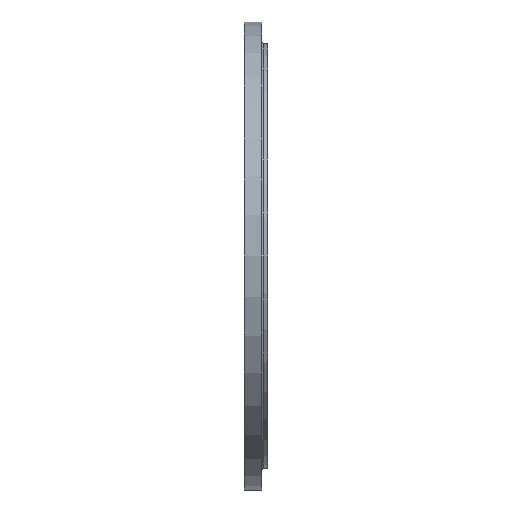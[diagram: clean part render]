
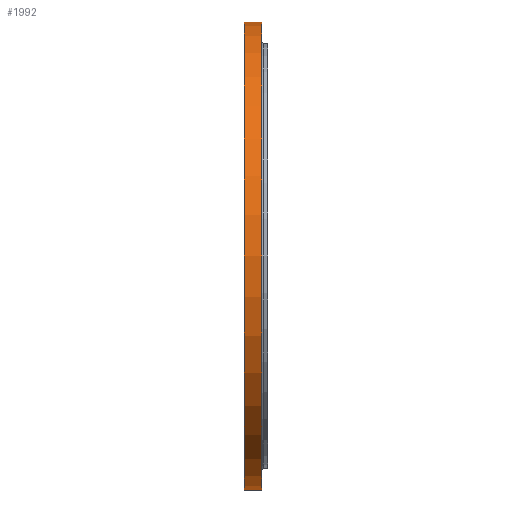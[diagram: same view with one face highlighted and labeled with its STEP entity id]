
A CAD part, front view. The second image highlights one B-rep face of the part: STEP entity #1992.
In plain terms, the highlighted cylindrical face has radius 1438.28 mm (diameter 2876.55 mm), a partial arc.
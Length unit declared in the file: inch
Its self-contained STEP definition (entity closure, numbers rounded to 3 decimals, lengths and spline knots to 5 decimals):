
#124 = CARTESIAN_POINT ( 'NONE',  ( -0.13764, 0., 56.625 ) ) ;
#172 = DIRECTION ( 'NONE',  ( -1., 0., 0. ) ) ;
#174 = DIRECTION ( 'NONE',  ( 0., 0., 1. ) ) ;
#248 = EDGE_LOOP ( 'NONE', ( #1377, #4879, #3704, #5296 ) ) ;
#255 = DIRECTION ( 'NONE',  ( -1., 0., 0. ) ) ;
#587 = LINE ( 'NONE', #4746, #3086 ) ;
#702 = DIRECTION ( 'NONE',  ( 0., 0., 1. ) ) ;
#769 = CARTESIAN_POINT ( 'NONE',  ( 4.11236, 0., -56.625 ) ) ;
#794 = VERTEX_POINT ( 'NONE', #124 ) ;
#858 = EDGE_CURVE ( 'NONE', #1297, #4035, #587, .T. ) ;
#1297 = VERTEX_POINT ( 'NONE', #769 ) ;
#1377 = ORIENTED_EDGE ( 'NONE', *, *, #858, .F. ) ;
#1701 = CIRCLE ( 'NONE', #4412, 56.625 ) ;
#1992 = ADVANCED_FACE ( 'NONE', ( #3084 ), #4360, .T. ) ;
#2038 = VERTEX_POINT ( 'NONE', #2254 ) ;
#2053 = DIRECTION ( 'NONE',  ( -1., 0., 0. ) ) ;
#2067 = EDGE_CURVE ( 'NONE', #1297, #2038, #1701, .T. ) ;
#2171 = CARTESIAN_POINT ( 'NONE',  ( -0.13764, 0., -56.625 ) ) ;
#2254 = CARTESIAN_POINT ( 'NONE',  ( 4.11236, 0., 56.625 ) ) ;
#2290 = VECTOR ( 'NONE', #3578, 39.37008 ) ;
#2916 = CIRCLE ( 'NONE', #4831, 56.625 ) ;
#3063 = LINE ( 'NONE', #3962, #2290 ) ;
#3084 = FACE_OUTER_BOUND ( 'NONE', #248, .T. ) ;
#3086 = VECTOR ( 'NONE', #172, 39.37008 ) ;
#3116 = CARTESIAN_POINT ( 'NONE',  ( 0., 0., 0. ) ) ;
#3578 = DIRECTION ( 'NONE',  ( -1., 0., 0. ) ) ;
#3704 = ORIENTED_EDGE ( 'NONE', *, *, #3732, .T. ) ;
#3732 = EDGE_CURVE ( 'NONE', #2038, #794, #3063, .T. ) ;
#3923 = DIRECTION ( 'NONE',  ( 0., 0., 1. ) ) ;
#3962 = CARTESIAN_POINT ( 'NONE',  ( 0., 0., 56.625 ) ) ;
#4004 = CARTESIAN_POINT ( 'NONE',  ( 4.11236, 0., 0. ) ) ;
#4035 = VERTEX_POINT ( 'NONE', #2171 ) ;
#4045 = CARTESIAN_POINT ( 'NONE',  ( -0.13764, 0., 0. ) ) ;
#4148 = AXIS2_PLACEMENT_3D ( 'NONE', #3116, #4713, #174 ) ;
#4294 = EDGE_CURVE ( 'NONE', #4035, #794, #2916, .T. ) ;
#4360 = CYLINDRICAL_SURFACE ( 'NONE', #4148, 56.625 ) ;
#4412 = AXIS2_PLACEMENT_3D ( 'NONE', #4004, #255, #3923 ) ;
#4713 = DIRECTION ( 'NONE',  ( -1., 0., 0. ) ) ;
#4746 = CARTESIAN_POINT ( 'NONE',  ( 0., 0., -56.625 ) ) ;
#4831 = AXIS2_PLACEMENT_3D ( 'NONE', #4045, #2053, #702 ) ;
#4879 = ORIENTED_EDGE ( 'NONE', *, *, #2067, .T. ) ;
#5296 = ORIENTED_EDGE ( 'NONE', *, *, #4294, .F. ) ;
